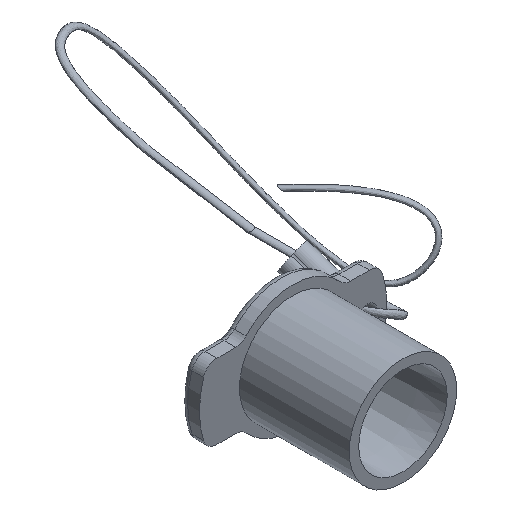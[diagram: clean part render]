
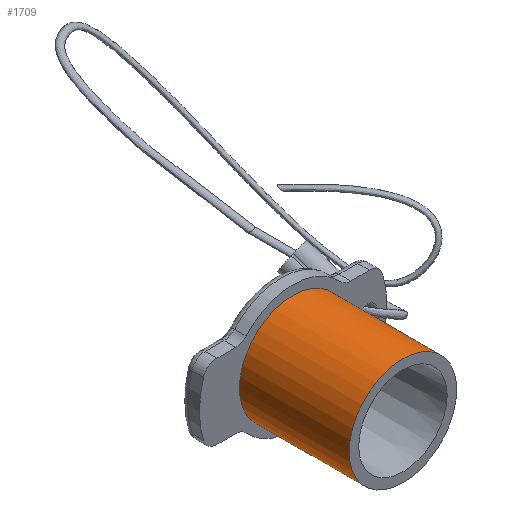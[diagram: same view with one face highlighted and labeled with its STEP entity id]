
A CAD part, isometric view. The second image highlights one B-rep face of the part: STEP entity #1709.
In plain terms, the highlighted cylindrical face has radius 18.263 mm (diameter 36.525 mm), a full revolution.
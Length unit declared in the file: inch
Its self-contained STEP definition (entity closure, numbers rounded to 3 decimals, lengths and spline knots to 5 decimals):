
#57 = DIRECTION ( 'NONE',  ( 0., 1., 0. ) ) ;
#99 = CIRCLE ( 'NONE', #1287, 0.719 ) ;
#313 = AXIS2_PLACEMENT_3D ( 'NONE', #1386, #739, #2425 ) ;
#477 = CARTESIAN_POINT ( 'NONE',  ( 0., 0., 0.719 ) ) ;
#478 = FACE_OUTER_BOUND ( 'NONE', #2028, .T. ) ;
#739 = DIRECTION ( 'NONE',  ( 0., -1., 0. ) ) ;
#810 = CARTESIAN_POINT ( 'NONE',  ( 0., -1.47, -0.719 ) ) ;
#883 = ORIENTED_EDGE ( 'NONE', *, *, #1112, .T. ) ;
#1112 = EDGE_CURVE ( 'NONE', #1544, #1544, #4457, .T. ) ;
#1287 = AXIS2_PLACEMENT_3D ( 'NONE', #4442, #2996, #1557 ) ;
#1386 = CARTESIAN_POINT ( 'NONE',  ( 0., 0., 0. ) ) ;
#1544 = VERTEX_POINT ( 'NONE', #477 ) ;
#1555 = ORIENTED_EDGE ( 'NONE', *, *, #3455, .F. ) ;
#1557 = DIRECTION ( 'NONE',  ( 0., 0., -1. ) ) ;
#1709 = ADVANCED_FACE ( 'NONE', ( #3645, #478 ), #1895, .T. ) ;
#1895 = CYLINDRICAL_SURFACE ( 'NONE', #3267, 0.719 ) ;
#2028 = EDGE_LOOP ( 'NONE', ( #883 ) ) ;
#2425 = DIRECTION ( 'NONE',  ( 0., 0., 1. ) ) ;
#2610 = DIRECTION ( 'NONE',  ( 0., 0., 1. ) ) ;
#2953 = VERTEX_POINT ( 'NONE', #810 ) ;
#2954 = CARTESIAN_POINT ( 'NONE',  ( 0., -1.47, 0. ) ) ;
#2996 = DIRECTION ( 'NONE',  ( 0., -1., 0. ) ) ;
#3238 = EDGE_LOOP ( 'NONE', ( #1555 ) ) ;
#3267 = AXIS2_PLACEMENT_3D ( 'NONE', #2954, #57, #2610 ) ;
#3455 = EDGE_CURVE ( 'NONE', #2953, #2953, #99, .T. ) ;
#3645 = FACE_OUTER_BOUND ( 'NONE', #3238, .T. ) ;
#4442 = CARTESIAN_POINT ( 'NONE',  ( 0., -1.47, 0. ) ) ;
#4457 = CIRCLE ( 'NONE', #313, 0.719 ) ;
